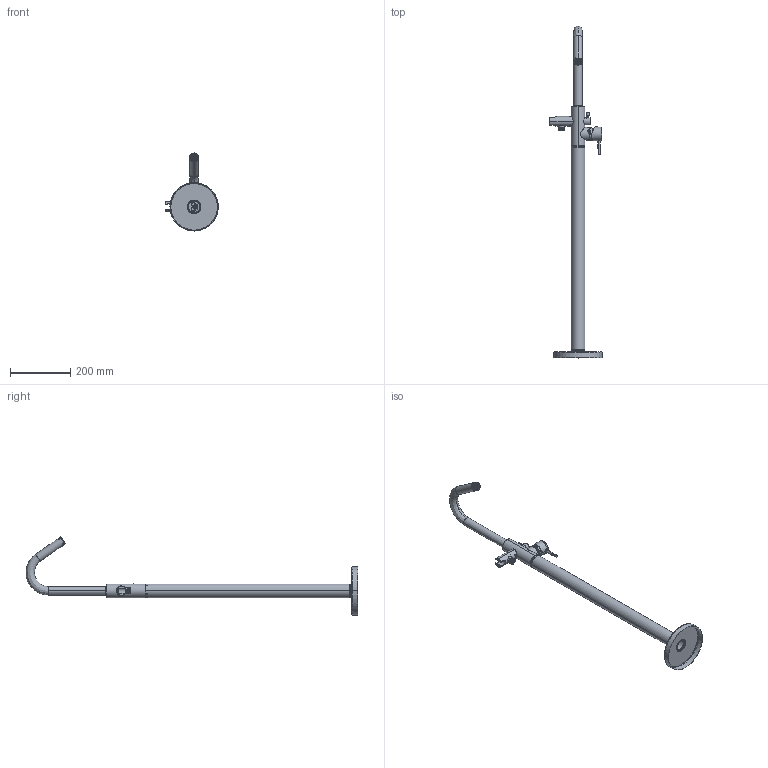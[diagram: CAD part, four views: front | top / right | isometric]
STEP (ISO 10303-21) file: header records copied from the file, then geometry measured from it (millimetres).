
FILE_DESCRIPTION (( 'STEP AP203' ), '1' );
FILE_NAME ('39CP07497.STEP', '2023-12-05T06:15:58', ( '' ), ( '' ), 'SwSTEP 2.0', 'SolidWorks 2021', '' );
FILE_SCHEMA (( 'CONFIG_CONTROL_DESIGN' ));
Length unit declared in the file: millimetre
Products named in the file (1): 39CP07497
Bounding box: 174 x 1097.6 x 257.97 mm (x, y, z)
Volume: 439509.8 mm3; surface area: 402009.2 mm2
Topology: 16 solids, 16 shells, 929 faces, 2445 edges, 1563 vertices
Faces by surface type: cylinder 440, plane 274, bspline 103, cone 49, torus 34, sphere 29
Entity records: 49053 total; most frequent: CARTESIAN_POINT 27660, ORIENTED_EDGE 4834, DIRECTION 4088, EDGE_CURVE 2417, VERTEX_POINT 1557, AXIS2_PLACEMENT_3D 1542, EDGE_LOOP 1044, VECTOR 1004
